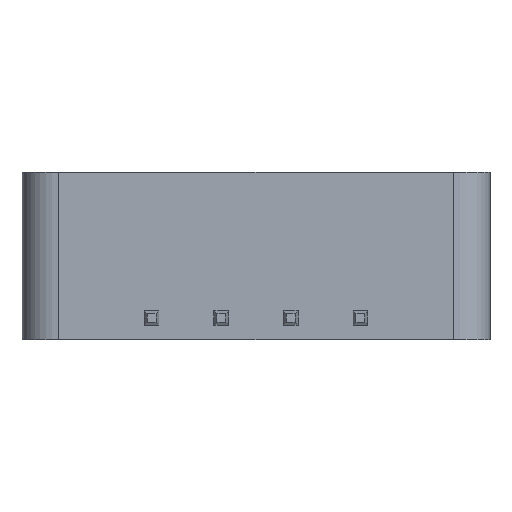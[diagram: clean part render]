
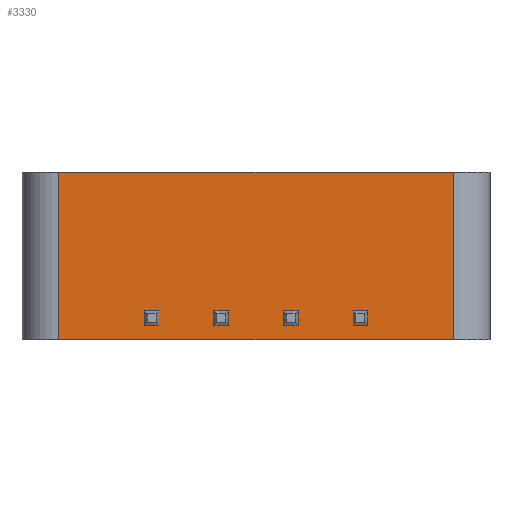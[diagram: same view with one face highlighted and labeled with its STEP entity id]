
A CAD part, front view. The second image highlights one B-rep face of the part: STEP entity #3330.
In plain terms, the highlighted planar face has unit normal (0, -1, 0).
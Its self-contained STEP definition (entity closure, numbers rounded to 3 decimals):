
#368=ORIENTED_EDGE('',*,*,#1220,.F.);
#369=ORIENTED_EDGE('',*,*,#1127,.F.);
#370=ORIENTED_EDGE('',*,*,#1221,.T.);
#371=ORIENTED_EDGE('',*,*,#1132,.T.);
#372=ORIENTED_EDGE('',*,*,#1222,.F.);
#373=ORIENTED_EDGE('',*,*,#1223,.T.);
#374=ORIENTED_EDGE('',*,*,#1224,.F.);
#375=ORIENTED_EDGE('',*,*,#1225,.F.);
#376=ORIENTED_EDGE('',*,*,#1226,.F.);
#377=ORIENTED_EDGE('',*,*,#1227,.T.);
#378=ORIENTED_EDGE('',*,*,#1228,.F.);
#379=ORIENTED_EDGE('',*,*,#1229,.F.);
#380=ORIENTED_EDGE('',*,*,#1230,.F.);
#381=ORIENTED_EDGE('',*,*,#1231,.T.);
#382=ORIENTED_EDGE('',*,*,#1232,.F.);
#383=ORIENTED_EDGE('',*,*,#1233,.F.);
#384=ORIENTED_EDGE('',*,*,#1234,.F.);
#385=ORIENTED_EDGE('',*,*,#1235,.F.);
#386=ORIENTED_EDGE('',*,*,#1236,.T.);
#387=ORIENTED_EDGE('',*,*,#1237,.F.);
#1127=EDGE_CURVE('',#1558,#1557,#1877,.T.);
#1132=EDGE_CURVE('',#1564,#1563,#1878,.T.);
#1220=EDGE_CURVE('',#1557,#1563,#1959,.T.);
#1221=EDGE_CURVE('',#1558,#1564,#1960,.T.);
#1222=EDGE_CURVE('',#1614,#1615,#1961,.T.);
#1223=EDGE_CURVE('',#1614,#1616,#1962,.T.);
#1224=EDGE_CURVE('',#1617,#1616,#1963,.T.);
#1225=EDGE_CURVE('',#1615,#1617,#1964,.T.);
#1226=EDGE_CURVE('',#1618,#1619,#1965,.T.);
#1227=EDGE_CURVE('',#1618,#1620,#1966,.T.);
#1228=EDGE_CURVE('',#1621,#1620,#1967,.T.);
#1229=EDGE_CURVE('',#1619,#1621,#1968,.T.);
#1230=EDGE_CURVE('',#1622,#1623,#1969,.T.);
#1231=EDGE_CURVE('',#1622,#1624,#1970,.T.);
#1232=EDGE_CURVE('',#1625,#1624,#1971,.T.);
#1233=EDGE_CURVE('',#1623,#1625,#1972,.T.);
#1234=EDGE_CURVE('',#1626,#1627,#1973,.T.);
#1235=EDGE_CURVE('',#1628,#1626,#1974,.T.);
#1236=EDGE_CURVE('',#1628,#1629,#1975,.T.);
#1237=EDGE_CURVE('',#1627,#1629,#1976,.T.);
#1557=VERTEX_POINT('',#4827);
#1558=VERTEX_POINT('',#4829);
#1563=VERTEX_POINT('',#4843);
#1564=VERTEX_POINT('',#4845);
#1614=VERTEX_POINT('',#5019);
#1615=VERTEX_POINT('',#5020);
#1616=VERTEX_POINT('',#5022);
#1617=VERTEX_POINT('',#5024);
#1618=VERTEX_POINT('',#5027);
#1619=VERTEX_POINT('',#5028);
#1620=VERTEX_POINT('',#5030);
#1621=VERTEX_POINT('',#5032);
#1622=VERTEX_POINT('',#5035);
#1623=VERTEX_POINT('',#5036);
#1624=VERTEX_POINT('',#5038);
#1625=VERTEX_POINT('',#5040);
#1626=VERTEX_POINT('',#5043);
#1627=VERTEX_POINT('',#5044);
#1628=VERTEX_POINT('',#5046);
#1629=VERTEX_POINT('',#5048);
#1877=LINE('',#4830,#2311);
#1878=LINE('',#4844,#2312);
#1959=LINE('',#5016,#2393);
#1960=LINE('',#5017,#2394);
#1961=LINE('',#5018,#2395);
#1962=LINE('',#5021,#2396);
#1963=LINE('',#5023,#2397);
#1964=LINE('',#5025,#2398);
#1965=LINE('',#5026,#2399);
#1966=LINE('',#5029,#2400);
#1967=LINE('',#5031,#2401);
#1968=LINE('',#5033,#2402);
#1969=LINE('',#5034,#2403);
#1970=LINE('',#5037,#2404);
#1971=LINE('',#5039,#2405);
#1972=LINE('',#5041,#2406);
#1973=LINE('',#5042,#2407);
#1974=LINE('',#5045,#2408);
#1975=LINE('',#5047,#2409);
#1976=LINE('',#5049,#2410);
#2311=VECTOR('',#3911,1000.);
#2312=VECTOR('',#3928,1000.);
#2393=VECTOR('',#4091,1000.);
#2394=VECTOR('',#4092,1000.);
#2395=VECTOR('',#4093,1000.);
#2396=VECTOR('',#4094,1000.);
#2397=VECTOR('',#4095,1000.);
#2398=VECTOR('',#4096,1000.);
#2399=VECTOR('',#4097,1000.);
#2400=VECTOR('',#4098,1000.);
#2401=VECTOR('',#4099,1000.);
#2402=VECTOR('',#4100,1000.);
#2403=VECTOR('',#4101,1000.);
#2404=VECTOR('',#4102,1000.);
#2405=VECTOR('',#4103,1000.);
#2406=VECTOR('',#4104,1000.);
#2407=VECTOR('',#4105,1000.);
#2408=VECTOR('',#4106,1000.);
#2409=VECTOR('',#4107,1000.);
#2410=VECTOR('',#4108,1000.);
#2715=EDGE_LOOP('',(#368,#369,#370,#371));
#2716=EDGE_LOOP('',(#372,#373,#374,#375));
#2717=EDGE_LOOP('',(#376,#377,#378,#379));
#2718=EDGE_LOOP('',(#380,#381,#382,#383));
#2719=EDGE_LOOP('',(#384,#385,#386,#387));
#2937=FACE_BOUND('',#2715,.T.);
#2938=FACE_BOUND('',#2716,.T.);
#2939=FACE_BOUND('',#2717,.T.);
#2940=FACE_BOUND('',#2718,.T.);
#2941=FACE_BOUND('',#2719,.T.);
#3142=PLANE('',#3562);
#3330=ADVANCED_FACE('',(#2937,#2938,#2939,#2940,#2941),#3142,.T.);
#3562=AXIS2_PLACEMENT_3D('',#5015,#4089,#4090);
#3911=DIRECTION('',(0.,0.,-1.));
#3928=DIRECTION('',(0.,0.,-1.));
#4089=DIRECTION('',(0.,-1.,0.));
#4090=DIRECTION('',(0.,0.,-1.));
#4091=DIRECTION('',(-1.,0.,0.));
#4092=DIRECTION('',(-1.,0.,0.));
#4093=DIRECTION('',(1.,0.,0.));
#4094=DIRECTION('',(0.,0.,1.));
#4095=DIRECTION('',(-1.,0.,0.));
#4096=DIRECTION('',(0.,0.,1.));
#4097=DIRECTION('',(1.,0.,0.));
#4098=DIRECTION('',(0.,0.,1.));
#4099=DIRECTION('',(-1.,0.,0.));
#4100=DIRECTION('',(0.,0.,1.));
#4101=DIRECTION('',(1.,0.,0.));
#4102=DIRECTION('',(0.,0.,1.));
#4103=DIRECTION('',(-1.,0.,0.));
#4104=DIRECTION('',(0.,0.,1.));
#4105=DIRECTION('',(0.,0.,1.));
#4106=DIRECTION('',(1.,0.,0.));
#4107=DIRECTION('',(0.,0.,1.));
#4108=DIRECTION('',(-1.,0.,0.));
#4827=CARTESIAN_POINT('',(16.53,-6.9,0.));
#4829=CARTESIAN_POINT('',(16.53,-6.9,9.2));
#4830=CARTESIAN_POINT('',(16.53,-6.9,9.2));
#4843=CARTESIAN_POINT('',(-5.1,-6.9,0.));
#4844=CARTESIAN_POINT('',(-5.1,-6.9,9.2));
#4845=CARTESIAN_POINT('',(-5.1,-6.9,9.2));
#5015=CARTESIAN_POINT('',(1.905,-6.9,9.2));
#5016=CARTESIAN_POINT('',(1.905,-6.9,0.));
#5017=CARTESIAN_POINT('',(1.905,-6.9,9.2));
#5018=CARTESIAN_POINT('',(11.83,-6.9,0.8));
#5019=CARTESIAN_POINT('',(11.03,-6.9,0.8));
#5020=CARTESIAN_POINT('',(11.83,-6.9,0.8));
#5021=CARTESIAN_POINT('',(11.03,-6.9,1.8));
#5022=CARTESIAN_POINT('',(11.03,-6.9,1.6));
#5023=CARTESIAN_POINT('',(11.83,-6.9,1.6));
#5024=CARTESIAN_POINT('',(11.83,-6.9,1.6));
#5025=CARTESIAN_POINT('',(11.83,-6.9,1.8));
#5026=CARTESIAN_POINT('',(8.02,-6.9,0.8));
#5027=CARTESIAN_POINT('',(7.22,-6.9,0.8));
#5028=CARTESIAN_POINT('',(8.02,-6.9,0.8));
#5029=CARTESIAN_POINT('',(7.22,-6.9,1.8));
#5030=CARTESIAN_POINT('',(7.22,-6.9,1.6));
#5031=CARTESIAN_POINT('',(8.02,-6.9,1.6));
#5032=CARTESIAN_POINT('',(8.02,-6.9,1.6));
#5033=CARTESIAN_POINT('',(8.02,-6.9,1.8));
#5034=CARTESIAN_POINT('',(4.21,-6.9,0.8));
#5035=CARTESIAN_POINT('',(3.41,-6.9,0.8));
#5036=CARTESIAN_POINT('',(4.21,-6.9,0.8));
#5037=CARTESIAN_POINT('',(3.41,-6.9,1.8));
#5038=CARTESIAN_POINT('',(3.41,-6.9,1.6));
#5039=CARTESIAN_POINT('',(4.21,-6.9,1.6));
#5040=CARTESIAN_POINT('',(4.21,-6.9,1.6));
#5041=CARTESIAN_POINT('',(4.21,-6.9,1.8));
#5042=CARTESIAN_POINT('',(0.4,-6.9,1.8));
#5043=CARTESIAN_POINT('',(0.4,-6.9,0.8));
#5044=CARTESIAN_POINT('',(0.4,-6.9,1.6));
#5045=CARTESIAN_POINT('',(0.4,-6.9,0.8));
#5046=CARTESIAN_POINT('',(-0.4,-6.9,0.8));
#5047=CARTESIAN_POINT('',(-0.4,-6.9,1.8));
#5048=CARTESIAN_POINT('',(-0.4,-6.9,1.6));
#5049=CARTESIAN_POINT('',(0.4,-6.9,1.6));
